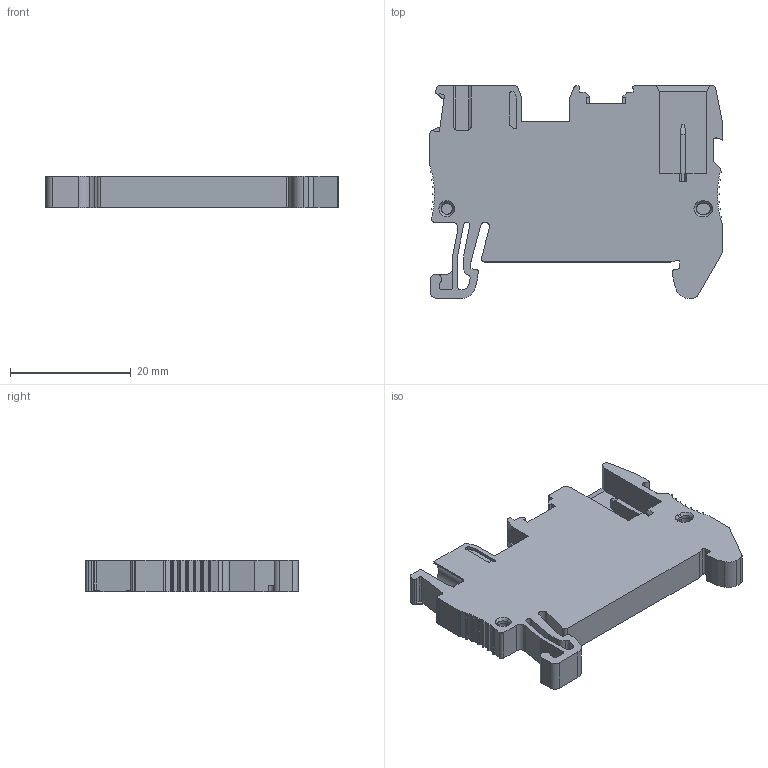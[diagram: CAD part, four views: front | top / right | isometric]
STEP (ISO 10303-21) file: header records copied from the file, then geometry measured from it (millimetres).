
FILE_DESCRIPTION((''),'2;1');
FILE_NAME('1111','2022-05-24T',('Administrator'),(''),'PRO/ENGINEER BY PARAMETRIC TECHNOLOGY CORPORATION, 2013230','PRO/ENGINEER BY PARAMETRIC TECHNOLOGY CORPORATION, 2013230','');
FILE_SCHEMA(('CONFIG_CONTROL_DESIGN'));
Length unit declared in the file: millimetre
Products named in the file (1): 1111
Bounding box: 48.5 x 35.2 x 5.2 mm (x, y, z)
Volume: 5636.1 mm3; surface area: 5187.1 mm2
Topology: 1 solids, 1 shells, 420 faces, 1201 edges, 787 vertices
Faces by surface type: plane 276, cylinder 128, cone 10, torus 6
Entity records: 16771 total; most frequent: CARTESIAN_POINT 2633, ORIENTED_EDGE 2402, DIRECTION 2260, EDGE_CURVE 1201, VECTOR 906, LINE 906, VERTEX_POINT 787, AXIS2_PLACEMENT_3D 677
